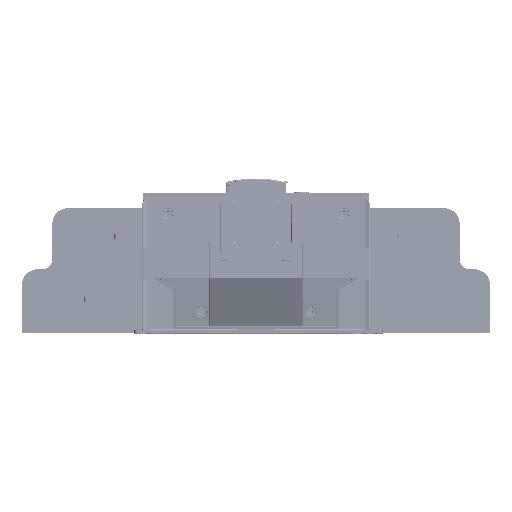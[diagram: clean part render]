
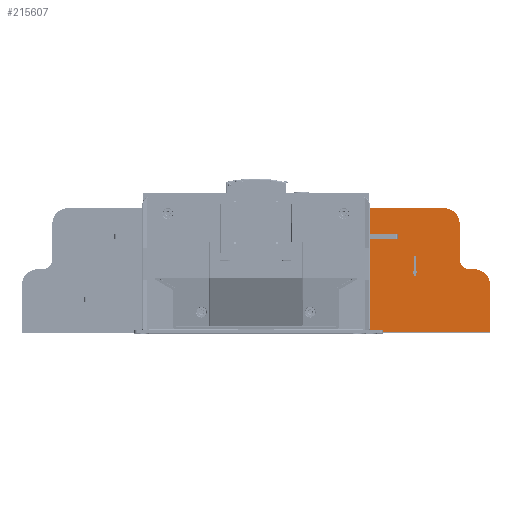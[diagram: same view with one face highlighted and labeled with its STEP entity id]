
A CAD part, top view. The second image highlights one B-rep face of the part: STEP entity #215607.
In plain terms, the highlighted planar face has unit normal (0, 0, 1).
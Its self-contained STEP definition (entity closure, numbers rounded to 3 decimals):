
#69518=DIRECTION('',(1.,0.,0.));
#69519=VECTOR('',#69518,5.051);
#69520=CARTESIAN_POINT('',(223.67,64.,95.02));
#69521=LINE('',#69520,#69519);
#69543=DIRECTION('',(1.,0.,0.));
#69544=VECTOR('',#69543,73.049);
#69545=CARTESIAN_POINT('',(228.721,109.,95.02));
#69546=LINE('',#69545,#69544);
#69681=DIRECTION('',(0.,1.,0.));
#69682=VECTOR('',#69681,75.);
#69683=CARTESIAN_POINT('',(223.67,-11.,95.02));
#69684=LINE('',#69683,#69682);
#86781=DIRECTION('',(-1.,0.,0.));
#86782=VECTOR('',#86781,122.4);
#86783=CARTESIAN_POINT('',(346.07,-11.,95.02));
#86784=LINE('',#86783,#86782);
#86785=DIRECTION('',(0.,-1.,0.));
#86786=VECTOR('',#86785,46.);
#86787=CARTESIAN_POINT('',(346.07,35.,95.02));
#86788=LINE('',#86787,#86786);
#86789=CARTESIAN_POINT('',(301.77,94.,95.02));
#86790=DIRECTION('',(0.,0.,1.));
#86791=DIRECTION('',(1.,0.,0.));
#86792=AXIS2_PLACEMENT_3D('',#86789,#86790,#86791);
#86794=CARTESIAN_POINT('',(326.77,60.,95.02));
#86795=DIRECTION('',(0.,0.,-1.));
#86796=DIRECTION('',(0.,-1.,0.));
#86797=AXIS2_PLACEMENT_3D('',#86794,#86795,#86796);
#86799=CARTESIAN_POINT('',(331.07,35.,95.02));
#86800=DIRECTION('',(0.,0.,1.));
#86801=DIRECTION('',(1.,0.,0.));
#86802=AXIS2_PLACEMENT_3D('',#86799,#86800,#86801);
#86804=DIRECTION('',(-0.385,0.923,0.));
#86805=VECTOR('',#86804,6.5);
#86806=CARTESIAN_POINT('',(273.57,42.5,95.02));
#86807=LINE('',#86806,#86805);
#86808=DIRECTION('',(-0.385,-0.923,0.));
#86809=VECTOR('',#86808,6.5);
#86810=CARTESIAN_POINT('',(276.07,48.5,95.02));
#86811=LINE('',#86810,#86809);
#86820=DIRECTION('',(0.,-1.,0.));
#86821=VECTOR('',#86820,34.);
#86822=CARTESIAN_POINT('',(316.77,94.,95.02));
#86823=LINE('',#86822,#86821);
#86840=DIRECTION('',(1.,0.,0.));
#86841=VECTOR('',#86840,4.3);
#86842=CARTESIAN_POINT('',(326.77,50.,95.02));
#86843=LINE('',#86842,#86841);
#86852=DIRECTION('',(0.,1.,0.));
#86853=VECTOR('',#86852,45.);
#86854=CARTESIAN_POINT('',(228.721,64.,95.02));
#86855=LINE('',#86854,#86853);
#86864=DIRECTION('',(-1.,0.,0.));
#86865=VECTOR('',#86864,1.5);
#86866=CARTESIAN_POINT('',(272.57,48.5,95.02));
#86867=LINE('',#86866,#86865);
#86900=DIRECTION('',(-1.,0.,0.));
#86901=VECTOR('',#86900,1.5);
#86902=CARTESIAN_POINT('',(276.07,48.5,95.02));
#86903=LINE('',#86902,#86901);
#86920=DIRECTION('',(0.,1.,0.));
#86921=VECTOR('',#86920,14.);
#86922=CARTESIAN_POINT('',(274.57,48.5,95.02));
#86923=LINE('',#86922,#86921);
#86924=DIRECTION('',(-1.,0.,0.));
#86925=VECTOR('',#86924,2.);
#86926=CARTESIAN_POINT('',(274.57,62.5,95.02));
#86927=LINE('',#86926,#86925);
#86936=DIRECTION('',(0.,-1.,0.));
#86937=VECTOR('',#86936,14.);
#86938=CARTESIAN_POINT('',(272.57,62.5,95.02));
#86939=LINE('',#86938,#86937);
#114164=CARTESIAN_POINT('',(346.07,35.,95.02));
#114165=CARTESIAN_POINT('',(331.07,50.,95.02));
#114166=VERTEX_POINT('',#114164);
#114167=VERTEX_POINT('',#114165);
#114183=CARTESIAN_POINT('',(274.57,62.5,95.02));
#114185=VERTEX_POINT('',#114183);
#114186=CARTESIAN_POINT('',(273.57,42.5,95.02));
#114188=VERTEX_POINT('',#114186);
#114190=CARTESIAN_POINT('',(228.721,109.,95.02));
#114191=CARTESIAN_POINT('',(301.77,109.,95.02));
#114192=VERTEX_POINT('',#114190);
#114193=VERTEX_POINT('',#114191);
#114195=CARTESIAN_POINT('',(316.77,60.,95.02));
#114197=VERTEX_POINT('',#114195);
#114204=CARTESIAN_POINT('',(276.07,48.5,95.02));
#114205=CARTESIAN_POINT('',(274.57,48.5,95.02));
#114206=VERTEX_POINT('',#114204);
#114207=VERTEX_POINT('',#114205);
#114216=CARTESIAN_POINT('',(271.07,48.5,95.02));
#114217=VERTEX_POINT('',#114216);
#114228=CARTESIAN_POINT('',(223.67,-11.,95.02));
#114229=CARTESIAN_POINT('',(223.67,64.,95.02));
#114230=VERTEX_POINT('',#114228);
#114231=VERTEX_POINT('',#114229);
#114234=CARTESIAN_POINT('',(346.07,-11.,95.02));
#114235=VERTEX_POINT('',#114234);
#114236=CARTESIAN_POINT('',(316.77,94.,95.02));
#114238=VERTEX_POINT('',#114236);
#114244=CARTESIAN_POINT('',(272.57,62.5,95.02));
#114245=VERTEX_POINT('',#114244);
#114246=CARTESIAN_POINT('',(228.721,64.,95.02));
#114247=VERTEX_POINT('',#114246);
#114254=CARTESIAN_POINT('',(272.57,48.5,95.02));
#114255=VERTEX_POINT('',#114254);
#114256=CARTESIAN_POINT('',(326.77,50.,95.02));
#114257=VERTEX_POINT('',#114256);
#215567=CARTESIAN_POINT('',(268.57,52.25,95.02));
#215568=DIRECTION('',(0.,0.,1.));
#215569=DIRECTION('',(0.,1.,0.));
#215570=AXIS2_PLACEMENT_3D('',#215567,#215568,#215569);
#215571=PLANE('',#215570);
#215572=ORIENTED_EDGE('',*,*,#195348,.T.);
#215574=ORIENTED_EDGE('',*,*,#215573,.F.);
#215576=ORIENTED_EDGE('',*,*,#215575,.T.);
#215578=ORIENTED_EDGE('',*,*,#215577,.F.);
#215580=ORIENTED_EDGE('',*,*,#215579,.T.);
#215582=ORIENTED_EDGE('',*,*,#215581,.F.);
#215583=ORIENTED_EDGE('',*,*,#215559,.T.);
#215584=ORIENTED_EDGE('',*,*,#215548,.T.);
#215585=ORIENTED_EDGE('',*,*,#195493,.T.);
#215586=ORIENTED_EDGE('',*,*,#195308,.T.);
#215588=ORIENTED_EDGE('',*,*,#215587,.T.);
#215589=EDGE_LOOP('',(#215572,#215574,#215576,#215578,#215580,#215582,#215583,
#215584,#215585,#215586,#215588));
#215590=FACE_OUTER_BOUND('',#215589,.F.);
#215592=ORIENTED_EDGE('',*,*,#215591,.T.);
#215594=ORIENTED_EDGE('',*,*,#215593,.F.);
#215596=ORIENTED_EDGE('',*,*,#215595,.F.);
#215598=ORIENTED_EDGE('',*,*,#215597,.T.);
#215600=ORIENTED_EDGE('',*,*,#215599,.T.);
#215602=ORIENTED_EDGE('',*,*,#215601,.T.);
#215604=ORIENTED_EDGE('',*,*,#215603,.T.);
#215605=EDGE_LOOP('',(#215592,#215594,#215596,#215598,#215600,#215602,#215604));
#215606=FACE_BOUND('',#215605,.F.);
#215607=ADVANCED_FACE('',(#215590,#215606),#215571,.T.);
#86793=CIRCLE('',#86792,15.);
#86798=CIRCLE('',#86797,10.);
#86803=CIRCLE('',#86802,15.);
#195308=EDGE_CURVE('',#114231,#114247,#69521,.T.);
#195348=EDGE_CURVE('',#114192,#114193,#69546,.T.);
#195493=EDGE_CURVE('',#114230,#114231,#69684,.T.);
#215548=EDGE_CURVE('',#114235,#114230,#86784,.T.);
#215559=EDGE_CURVE('',#114166,#114235,#86788,.T.);
#215573=EDGE_CURVE('',#114238,#114193,#86793,.T.);
#215575=EDGE_CURVE('',#114238,#114197,#86823,.T.);
#215577=EDGE_CURVE('',#114257,#114197,#86798,.T.);
#215579=EDGE_CURVE('',#114257,#114167,#86843,.T.);
#215581=EDGE_CURVE('',#114166,#114167,#86803,.T.);
#215587=EDGE_CURVE('',#114247,#114192,#86855,.T.);
#215591=EDGE_CURVE('',#114255,#114217,#86867,.T.);
#215593=EDGE_CURVE('',#114188,#114217,#86807,.T.);
#215595=EDGE_CURVE('',#114206,#114188,#86811,.T.);
#215597=EDGE_CURVE('',#114206,#114207,#86903,.T.);
#215599=EDGE_CURVE('',#114207,#114185,#86923,.T.);
#215601=EDGE_CURVE('',#114185,#114245,#86927,.T.);
#215603=EDGE_CURVE('',#114245,#114255,#86939,.T.);
